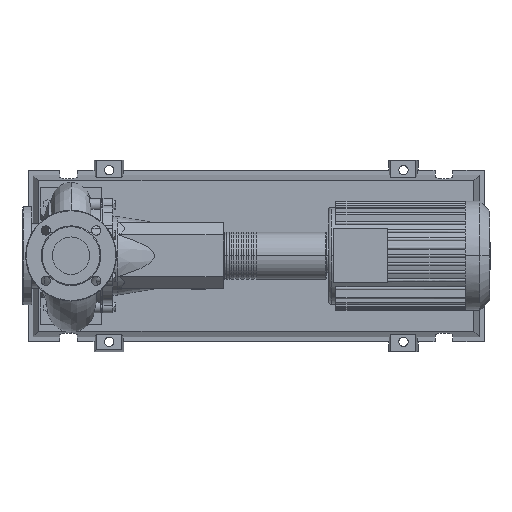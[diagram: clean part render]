
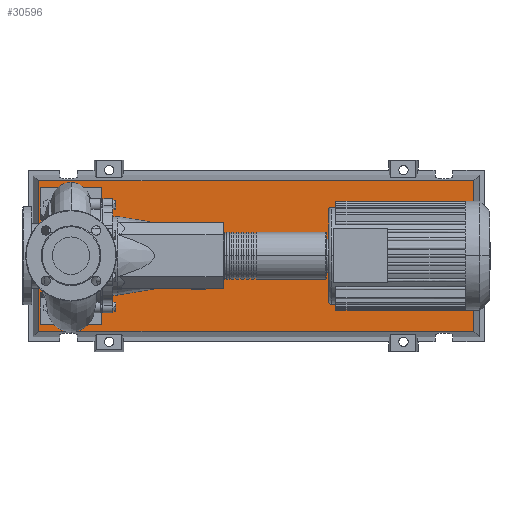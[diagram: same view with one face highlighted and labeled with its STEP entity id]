
A CAD part, top view. The second image highlights one B-rep face of the part: STEP entity #30596.
In plain terms, the highlighted planar face has unit normal (0, 0, 1).
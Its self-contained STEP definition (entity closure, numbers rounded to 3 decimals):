
#30277=CARTESIAN_POINT('',(820.792,-153.292,83.0));
#30278=VERTEX_POINT('',#30277);
#30285=CARTESIAN_POINT('',(-65.792,-153.292,83.0));
#30286=VERTEX_POINT('',#30285);
#30287=CARTESIAN_POINT('',(820.792,-153.292,83.0));
#30288=DIRECTION('',(-1.0,0.0,0.0));
#30289=VECTOR('',#30288,886.584);
#30290=LINE('',#30287,#30289);
#30291=EDGE_CURVE('',#30278,#30286,#30290,.T.);
#30509=CARTESIAN_POINT('',(820.792,153.292,83.0));
#30510=VERTEX_POINT('',#30509);
#30511=CARTESIAN_POINT('',(820.792,153.292,83.0));
#30512=DIRECTION('',(0.0,-1.0,0.0));
#30513=VECTOR('',#30512,306.584);
#30514=LINE('',#30511,#30513);
#30515=EDGE_CURVE('',#30510,#30278,#30514,.T.);
#30533=CARTESIAN_POINT('',(-65.792,153.292,83.0));
#30534=VERTEX_POINT('',#30533);
#30535=CARTESIAN_POINT('',(-65.792,-153.292,83.0));
#30536=DIRECTION('',(0.0,1.0,0.0));
#30537=VECTOR('',#30536,306.584);
#30538=LINE('',#30535,#30537);
#30539=EDGE_CURVE('',#30286,#30534,#30538,.T.);
#30572=CARTESIAN_POINT('',(-65.792,153.292,83.0));
#30573=DIRECTION('',(1.0,0.0,0.0));
#30574=VECTOR('',#30573,886.584);
#30575=LINE('',#30572,#30574);
#30576=EDGE_CURVE('',#30534,#30510,#30575,.T.);
#30585=CARTESIAN_POINT('',(377.5,0.,83.0));
#30586=DIRECTION('',(0.0,0.0,1.0));
#30587=DIRECTION('',(1.0,0.0,0.0));
#30588=AXIS2_PLACEMENT_3D('',#30585,#30586,#30587);
#30589=PLANE('',#30588);
#30590=ORIENTED_EDGE('',*,*,#30515,.F.);
#30591=ORIENTED_EDGE('',*,*,#30576,.F.);
#30592=ORIENTED_EDGE('',*,*,#30539,.F.);
#30593=ORIENTED_EDGE('',*,*,#30291,.F.);
#30594=EDGE_LOOP('',(#30590,#30591,#30592,#30593));
#30595=FACE_OUTER_BOUND('',#30594,.T.);
#30596=ADVANCED_FACE('',(#30595),#30589,.T.);
